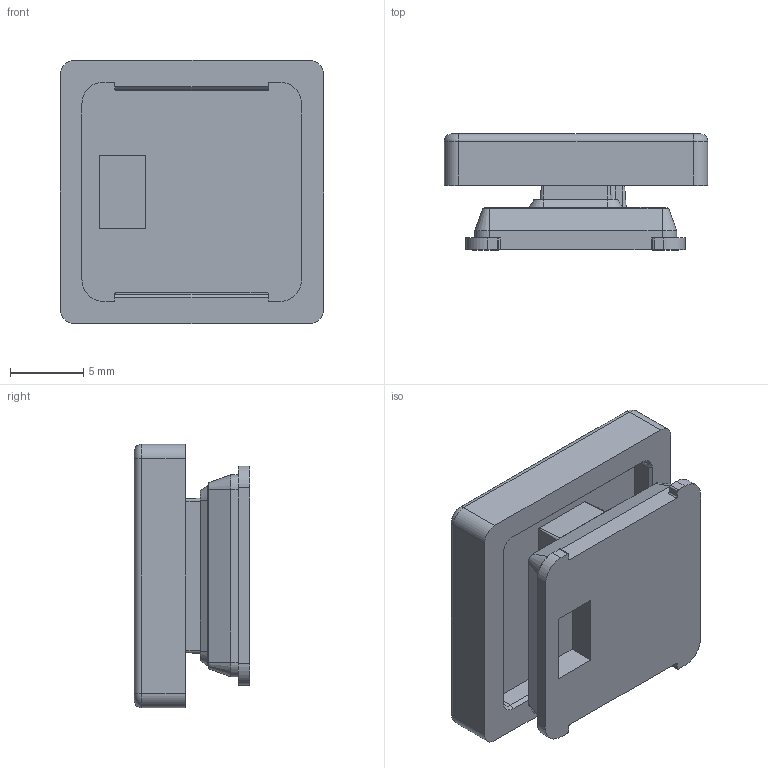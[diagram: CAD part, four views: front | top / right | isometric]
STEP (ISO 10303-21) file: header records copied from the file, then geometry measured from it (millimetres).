
FILE_DESCRIPTION (( 'STEP AP214' ), '1' );
FILE_NAME ('kailhkey.STEP', '2020-10-02T21:26:49', ( '' ), ( '' ), 'SwSTEP 2.0', 'SolidWorks 2019', '' );
FILE_SCHEMA (( 'AUTOMOTIVE_DESIGN' ));
Length unit declared in the file: millimetre
Products named in the file (3): kailhkey; Kailh LP Choc Burnt Orange; Kailh LP Keycap
Assembly tree (2 placements, depth 2):
  kailhkey
    Kailh LP Choc Burnt Orange
    Kailh LP Keycap
Bounding box: 18 x 7.9 x 18 mm (x, y, z)
Volume: 1443.1 mm3; surface area: 1739.8 mm2
Topology: 2 solids, 2 shells, 264 faces, 691 edges, 448 vertices
Faces by surface type: plane 153, cylinder 54, bspline 27, cone 26, torus 4
Entity records: 10724 total; most frequent: CARTESIAN_POINT 3766, ORIENTED_EDGE 1382, DIRECTION 1239, EDGE_CURVE 691, VECTOR 471, LINE 471, VERTEX_POINT 448, AXIS2_PLACEMENT_3D 384
